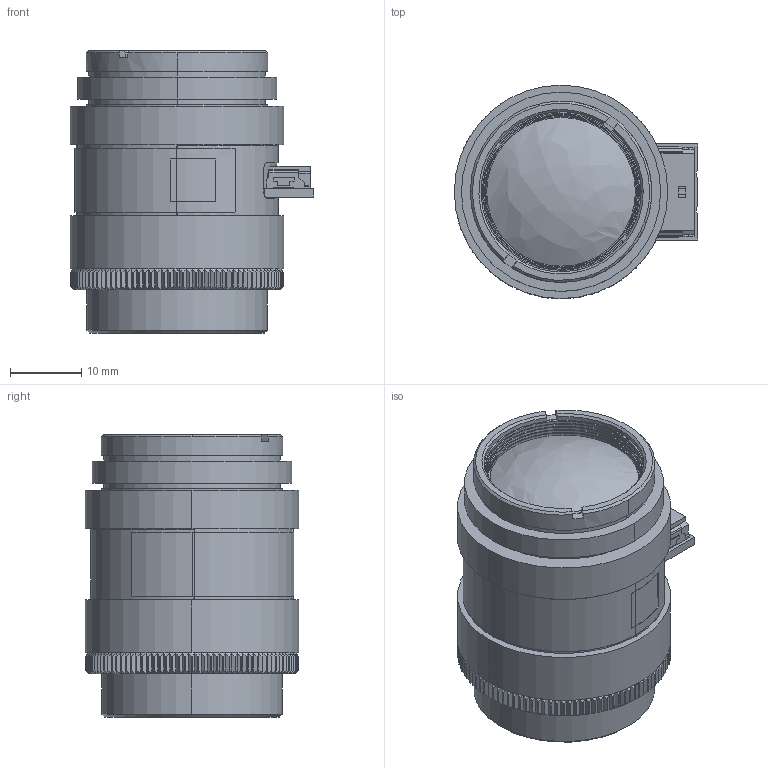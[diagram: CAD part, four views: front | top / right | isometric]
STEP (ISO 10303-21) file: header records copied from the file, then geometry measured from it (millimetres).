
FILE_DESCRIPTION (( 'STEP AP214' ), '1' );
FILE_NAME ('6GF35408EA040LL0_001_STEP.STEP', '2020-03-07T09:34:55', ( '' ), ( '' ), 'SwSTEP 2.0', 'SolidWorks 2019', '' );
FILE_SCHEMA (( 'AUTOMOTIVE_DESIGN' ));
Length unit declared in the file: millimetre
Products named in the file (1): 6GF35408EA040LL0_001_STEP
Bounding box: 34.2 x 30 x 39.7 mm (x, y, z)
Volume: 23341 mm3; surface area: 6812.4 mm2
Topology: 1 solids, 1 shells, 623 faces, 1784 edges, 1180 vertices
Faces by surface type: plane 410, cylinder 187, cone 23, bspline 3
Entity records: 27698 total; most frequent: CARTESIAN_POINT 5098, ORIENTED_EDGE 3564, DIRECTION 3000, EDGE_CURVE 1782, VERTEX_POINT 1180, AXIS2_PLACEMENT_3D 1058, VECTOR 884, LINE 884
